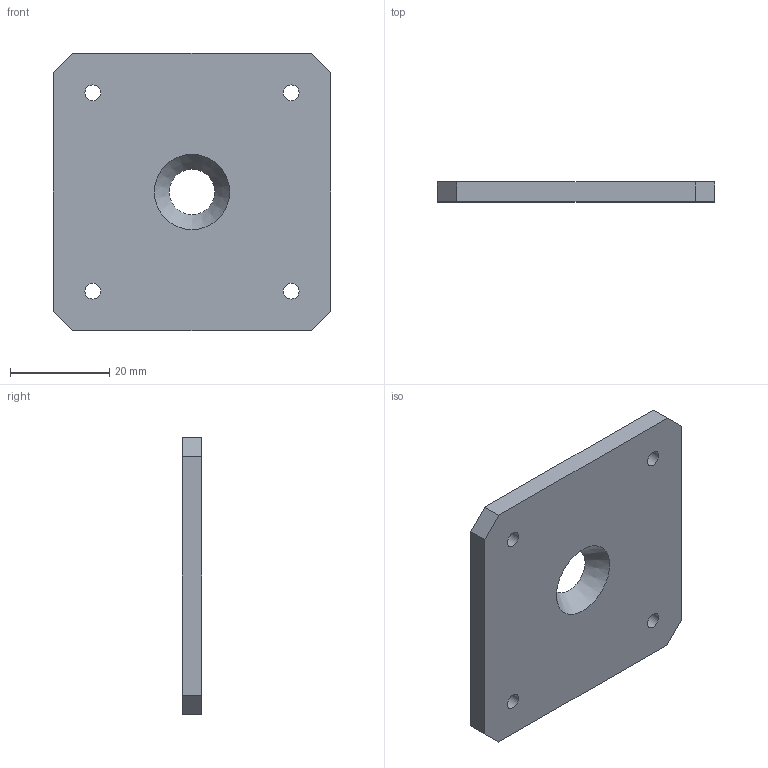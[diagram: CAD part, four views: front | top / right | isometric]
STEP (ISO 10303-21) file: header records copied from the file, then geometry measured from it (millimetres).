
FILE_DESCRIPTION(/* description */ ('','CAx-IF Rec.Pracs.---Representation and Presentation of Product Manufacturing Information (PMI)---4.0---2014-10-13'),/* implementation_level */ '2;1');
FILE_NAME(/* name */ 'Base.step',/* time_stamp */ '2025-03-08T11:30:01+08:00',/* author */ (''),/* organization */ (''),/* preprocessor_version */ 'ST-DEVELOPER v20',/* originating_system */ 'Autodesk Translation Framework v13.20.0.188',/* authorisation */ '');
FILE_SCHEMA (('AP242_MANAGED_MODEL_BASED_3D_ENGINEERING_MIM_LF { 1 0 10303 442 1 1 4 }'));
Length unit declared in the file: millimetre
Products named in the file (1): Base
Bounding box: 56 x 4 x 56 mm (x, y, z)
Volume: 10896.6 mm3; surface area: 8119.6 mm2
Topology: 1 solids, 5 shells, 27 faces, 51 edges, 34 vertices
Faces by surface type: plane 18, cylinder 8, cone 1
Full cylindrical faces by diameter (mm): 3.2 x4, 10.2 x4
Entity records: 735 total; most frequent: DIRECTION 125, CARTESIAN_POINT 113, ORIENTED_EDGE 102, EDGE_CURVE 51, AXIS2_PLACEMENT_3D 46, EDGE_LOOP 37, VERTEX_POINT 34, LINE 33
